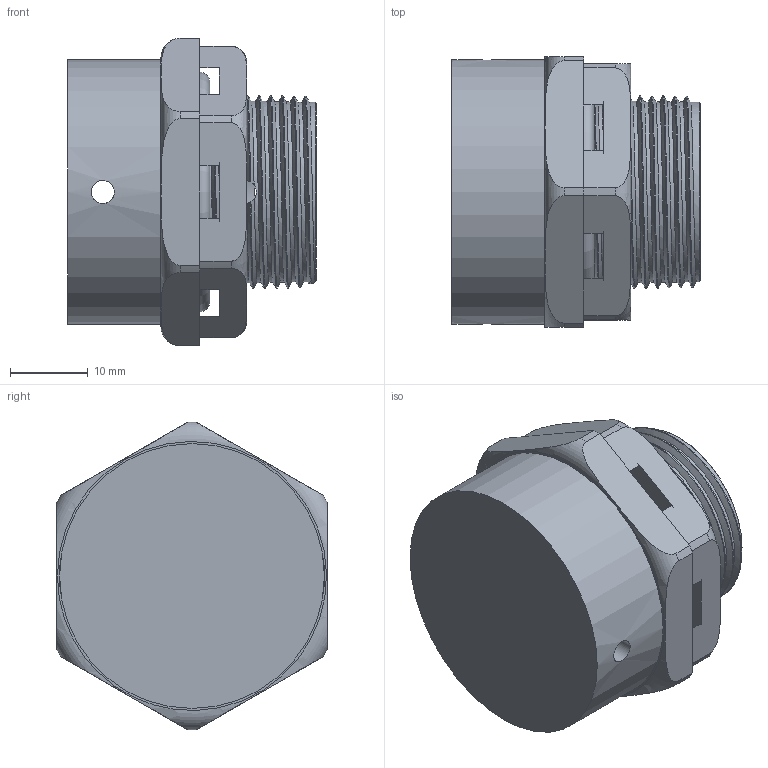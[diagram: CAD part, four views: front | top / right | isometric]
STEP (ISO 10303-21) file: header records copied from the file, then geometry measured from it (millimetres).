
FILE_DESCRIPTION(/* description */ ('EE-Stutzen NPT3/4"'),/* implementation_level */ '2;1');
FILE_NAME(/* name */ '73000035-RST.stp',/* time_stamp */ '2020-04-15T12:11:19+02:00',/* author */ ('sl'),/* organization */ (''),/* preprocessor_version */ 'ST-DEVELOPER v16.5',/* originating_system */ 'Autodesk Inventor 2017',/* authorisation */ '');
FILE_SCHEMA (('AUTOMOTIVE_DESIGN { 1 0 10303 214 3 1 1 }'));
Length unit declared in the file: millimetre
Products named in the file (5): 73000035; 73000035_1; 73000035_2; 73000035_3; 73000035_4
Assembly tree (4 placements, depth 2):
  73000035
    73000035_1
    73000035_2
    73000035_3
    73000035_4
Bounding box: 32 x 34.9 x 39.7 mm (x, y, z)
Volume: 22196.1 mm3; surface area: 10394.8 mm2
Topology: 4 solids, 4 shells, 100 faces, 288 edges, 190 vertices
Faces by surface type: plane 30, cylinder 29, bspline 22, cone 10, torus 9
Full cylindrical faces by diameter (mm): 3 x5, 5 x1, 13.3 x2, 34.16 x1
Entity records: 7258 total; most frequent: CARTESIAN_POINT 4864, ORIENTED_EDGE 502, DIRECTION 399, EDGE_CURVE 251, VERTEX_POINT 172, AXIS2_PLACEMENT_3D 164, EDGE_LOOP 123, B_SPLINE_CURVE_WITH_KNOTS 101
